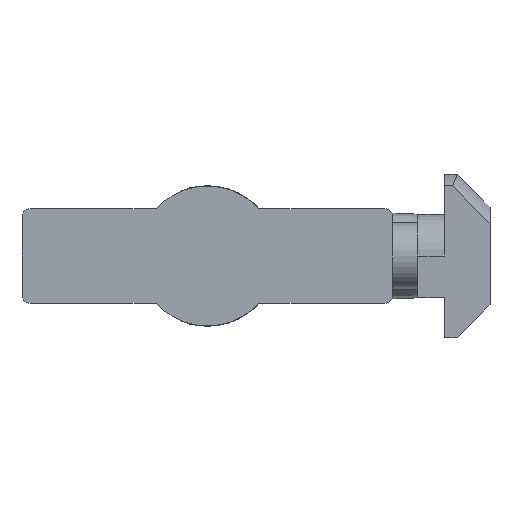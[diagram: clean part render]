
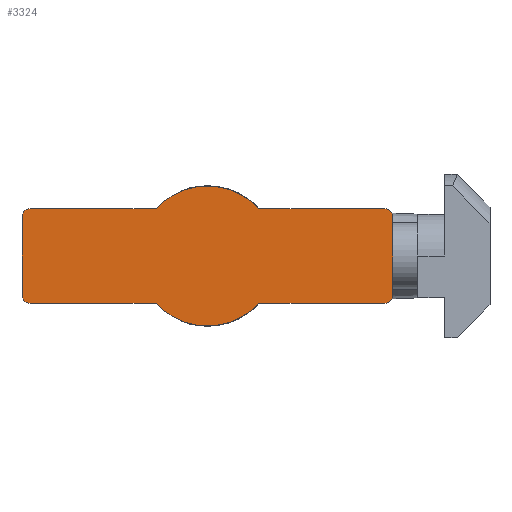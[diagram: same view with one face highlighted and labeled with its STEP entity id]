
A CAD part, front view. The second image highlights one B-rep face of the part: STEP entity #3324.
In plain terms, the highlighted planar face has unit normal (0, -1, 0).
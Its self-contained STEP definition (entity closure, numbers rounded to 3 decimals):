
#215 = VECTOR ( 'NONE', #9062, 1000. ) ;
#282 = DIRECTION ( 'NONE',  ( 0., 1., 0. ) ) ;
#327 = ORIENTED_EDGE ( 'NONE', *, *, #8575, .F. ) ;
#533 = CARTESIAN_POINT ( 'NONE',  ( 22.3, -22.5, -4.7 ) ) ;
#537 = ORIENTED_EDGE ( 'NONE', *, *, #3127, .F. ) ;
#637 = VERTEX_POINT ( 'NONE', #4657 ) ;
#675 = EDGE_CURVE ( 'NONE', #2306, #1220, #1191, .T. ) ;
#740 = CARTESIAN_POINT ( 'NONE',  ( 6.17, -22.5, -5.7 ) ) ;
#884 = VECTOR ( 'NONE', #8710, 1000. ) ;
#890 = DIRECTION ( 'NONE',  ( 0., 1., 0. ) ) ;
#1163 = CIRCLE ( 'NONE', #1504, 1. ) ;
#1191 = LINE ( 'NONE', #3874, #1520 ) ;
#1220 = VERTEX_POINT ( 'NONE', #5098 ) ;
#1283 = ORIENTED_EDGE ( 'NONE', *, *, #3914, .F. ) ;
#1392 = CARTESIAN_POINT ( 'NONE',  ( 22.3, -22.5, 4.7 ) ) ;
#1407 = CARTESIAN_POINT ( 'NONE',  ( -6.17, -22.5, -5.7 ) ) ;
#1501 = VERTEX_POINT ( 'NONE', #9066 ) ;
#1504 = AXIS2_PLACEMENT_3D ( 'NONE', #2539, #8950, #3191 ) ;
#1520 = VECTOR ( 'NONE', #2474, 1000. ) ;
#1664 = CIRCLE ( 'NONE', #6621, 8.4 ) ;
#1713 = VERTEX_POINT ( 'NONE', #7110 ) ;
#1753 = CARTESIAN_POINT ( 'NONE',  ( 0., -22.5, -8.4 ) ) ;
#1820 = DIRECTION ( 'NONE',  ( 1., 0., 0. ) ) ;
#1937 = DIRECTION ( 'NONE',  ( 0., 0., -1. ) ) ;
#2306 = VERTEX_POINT ( 'NONE', #1407 ) ;
#2373 = DIRECTION ( 'NONE',  ( 0., 0., -1. ) ) ;
#2474 = DIRECTION ( 'NONE',  ( -1., 0., 0. ) ) ;
#2539 = CARTESIAN_POINT ( 'NONE',  ( -21.3, -22.5, 4.7 ) ) ;
#2589 = DIRECTION ( 'NONE',  ( 0., 1., 0. ) ) ;
#2590 = EDGE_CURVE ( 'NONE', #6492, #5636, #7356, .T. ) ;
#2822 = DIRECTION ( 'NONE',  ( 0., 0., -1. ) ) ;
#2860 = EDGE_CURVE ( 'NONE', #637, #6761, #6019, .T. ) ;
#2978 = EDGE_CURVE ( 'NONE', #5831, #2306, #1664, .T. ) ;
#2992 = CARTESIAN_POINT ( 'NONE',  ( 22.3, -22.5, 0. ) ) ;
#3107 = CIRCLE ( 'NONE', #8961, 1. ) ;
#3127 = EDGE_CURVE ( 'NONE', #1220, #6288, #3107, .T. ) ;
#3145 = ORIENTED_EDGE ( 'NONE', *, *, #675, .F. ) ;
#3191 = DIRECTION ( 'NONE',  ( 0., 0., -1. ) ) ;
#3320 = ORIENTED_EDGE ( 'NONE', *, *, #2978, .F. ) ;
#3324 = ADVANCED_FACE ( 'NONE', ( #7004 ), #7096, .F. ) ;
#3339 = AXIS2_PLACEMENT_3D ( 'NONE', #7814, #7085, #2822 ) ;
#3346 = EDGE_CURVE ( 'NONE', #6288, #7335, #5790, .T. ) ;
#3469 = EDGE_CURVE ( 'NONE', #1713, #6608, #9258, .T. ) ;
#3506 = DIRECTION ( 'NONE',  ( 0., 0., 1. ) ) ;
#3724 = ORIENTED_EDGE ( 'NONE', *, *, #7227, .F. ) ;
#3787 = CARTESIAN_POINT ( 'NONE',  ( 0., -22.5, 0. ) ) ;
#3874 = CARTESIAN_POINT ( 'NONE',  ( 0., -22.5, -5.7 ) ) ;
#3892 = AXIS2_PLACEMENT_3D ( 'NONE', #4451, #890, #6586 ) ;
#3901 = EDGE_CURVE ( 'NONE', #5636, #1713, #7460, .T. ) ;
#3914 = EDGE_CURVE ( 'NONE', #1501, #5594, #9139, .T. ) ;
#4053 = CARTESIAN_POINT ( 'NONE',  ( 0., -22.5, 5.7 ) ) ;
#4377 = CIRCLE ( 'NONE', #3892, 1. ) ;
#4451 = CARTESIAN_POINT ( 'NONE',  ( 21.3, -22.5, 4.7 ) ) ;
#4511 = DIRECTION ( 'NONE',  ( 0., 0., -1. ) ) ;
#4657 = CARTESIAN_POINT ( 'NONE',  ( -21.3, -22.5, 5.7 ) ) ;
#4771 = CARTESIAN_POINT ( 'NONE',  ( 21.3, -22.5, -4.7 ) ) ;
#4834 = CARTESIAN_POINT ( 'NONE',  ( 21.3, -22.5, 5.7 ) ) ;
#4843 = AXIS2_PLACEMENT_3D ( 'NONE', #6331, #8520, #3506 ) ;
#5014 = CARTESIAN_POINT ( 'NONE',  ( 0., -22.5, -5.7 ) ) ;
#5098 = CARTESIAN_POINT ( 'NONE',  ( -21.3, -22.5, -5.7 ) ) ;
#5392 = DIRECTION ( 'NONE',  ( 0., 1., 0. ) ) ;
#5410 = ORIENTED_EDGE ( 'NONE', *, *, #3346, .F. ) ;
#5594 = VERTEX_POINT ( 'NONE', #4834 ) ;
#5636 = VERTEX_POINT ( 'NONE', #533 ) ;
#5790 = LINE ( 'NONE', #8548, #6891 ) ;
#5831 = VERTEX_POINT ( 'NONE', #1753 ) ;
#5881 = CARTESIAN_POINT ( 'NONE',  ( -6.17, -22.5, 5.7 ) ) ;
#6019 = LINE ( 'NONE', #4053, #215 ) ;
#6116 = VECTOR ( 'NONE', #1820, 1000. ) ;
#6288 = VERTEX_POINT ( 'NONE', #6292 ) ;
#6292 = CARTESIAN_POINT ( 'NONE',  ( -22.3, -22.5, -4.7 ) ) ;
#6297 = DIRECTION ( 'NONE',  ( 0., 0., 1. ) ) ;
#6331 = CARTESIAN_POINT ( 'NONE',  ( 0., -22.5, 0. ) ) ;
#6379 = CIRCLE ( 'NONE', #3339, 8.4 ) ;
#6492 = VERTEX_POINT ( 'NONE', #1392 ) ;
#6570 = VECTOR ( 'NONE', #8720, 1000. ) ;
#6586 = DIRECTION ( 'NONE',  ( 0., 0., -1. ) ) ;
#6608 = VERTEX_POINT ( 'NONE', #740 ) ;
#6621 = AXIS2_PLACEMENT_3D ( 'NONE', #6670, #282, #2373 ) ;
#6670 = CARTESIAN_POINT ( 'NONE',  ( 0., -22.5, 0. ) ) ;
#6720 = EDGE_LOOP ( 'NONE', ( #6876, #8358, #8467, #5410, #537, #3145, #3320, #3724, #8898, #6778, #8326, #327, #1283 ) ) ;
#6761 = VERTEX_POINT ( 'NONE', #5881 ) ;
#6778 = ORIENTED_EDGE ( 'NONE', *, *, #3901, .F. ) ;
#6823 = CARTESIAN_POINT ( 'NONE',  ( 0., -22.5, 5.7 ) ) ;
#6876 = ORIENTED_EDGE ( 'NONE', *, *, #7588, .F. ) ;
#6891 = VECTOR ( 'NONE', #6297, 1000. ) ;
#6990 = CARTESIAN_POINT ( 'NONE',  ( -22.3, -22.5, 4.7 ) ) ;
#7004 = FACE_OUTER_BOUND ( 'NONE', #6720, .T. ) ;
#7085 = DIRECTION ( 'NONE',  ( 0., 1., 0. ) ) ;
#7096 = PLANE ( 'NONE',  #4843 ) ;
#7110 = CARTESIAN_POINT ( 'NONE',  ( 21.3, -22.5, -5.7 ) ) ;
#7227 = EDGE_CURVE ( 'NONE', #6608, #5831, #6379, .T. ) ;
#7335 = VERTEX_POINT ( 'NONE', #6990 ) ;
#7356 = LINE ( 'NONE', #2992, #6570 ) ;
#7371 = DIRECTION ( 'NONE',  ( 0., 1., 0. ) ) ;
#7460 = CIRCLE ( 'NONE', #7770, 1. ) ;
#7588 = EDGE_CURVE ( 'NONE', #6761, #1501, #8852, .T. ) ;
#7770 = AXIS2_PLACEMENT_3D ( 'NONE', #4771, #2589, #1937 ) ;
#7814 = CARTESIAN_POINT ( 'NONE',  ( 0., -22.5, 0. ) ) ;
#8326 = ORIENTED_EDGE ( 'NONE', *, *, #2590, .F. ) ;
#8358 = ORIENTED_EDGE ( 'NONE', *, *, #2860, .F. ) ;
#8467 = ORIENTED_EDGE ( 'NONE', *, *, #8831, .F. ) ;
#8520 = DIRECTION ( 'NONE',  ( 0., 1., 0. ) ) ;
#8548 = CARTESIAN_POINT ( 'NONE',  ( -22.3, -22.5, 0. ) ) ;
#8575 = EDGE_CURVE ( 'NONE', #5594, #6492, #4377, .T. ) ;
#8710 = DIRECTION ( 'NONE',  ( -1., 0., 0. ) ) ;
#8720 = DIRECTION ( 'NONE',  ( 0., 0., -1. ) ) ;
#8831 = EDGE_CURVE ( 'NONE', #7335, #637, #1163, .T. ) ;
#8852 = CIRCLE ( 'NONE', #8931, 8.4 ) ;
#8898 = ORIENTED_EDGE ( 'NONE', *, *, #3469, .F. ) ;
#8931 = AXIS2_PLACEMENT_3D ( 'NONE', #3787, #7371, #4511 ) ;
#8937 = DIRECTION ( 'NONE',  ( 0., 0., -1. ) ) ;
#8950 = DIRECTION ( 'NONE',  ( 0., 1., 0. ) ) ;
#8961 = AXIS2_PLACEMENT_3D ( 'NONE', #8993, #5392, #8937 ) ;
#8993 = CARTESIAN_POINT ( 'NONE',  ( -21.3, -22.5, -4.7 ) ) ;
#9062 = DIRECTION ( 'NONE',  ( 1., 0., 0. ) ) ;
#9066 = CARTESIAN_POINT ( 'NONE',  ( 6.17, -22.5, 5.7 ) ) ;
#9139 = LINE ( 'NONE', #6823, #6116 ) ;
#9258 = LINE ( 'NONE', #5014, #884 ) ;
